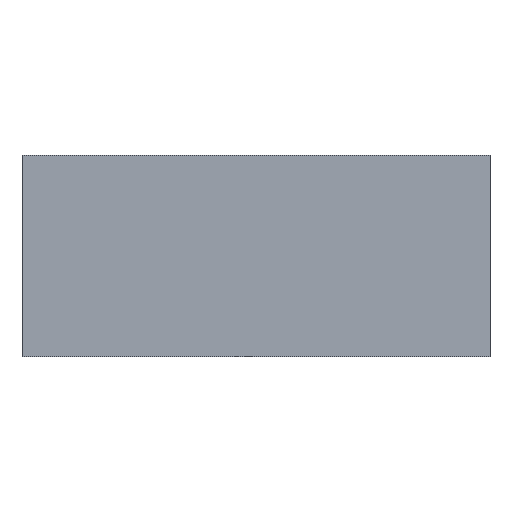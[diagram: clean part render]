
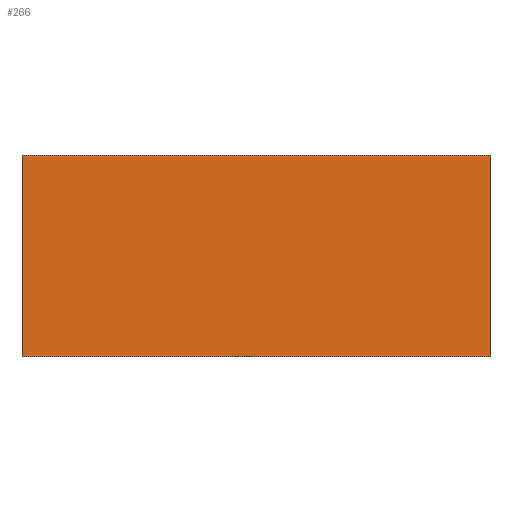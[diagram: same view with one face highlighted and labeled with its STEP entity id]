
A CAD part, front view. The second image highlights one B-rep face of the part: STEP entity #266.
In plain terms, the highlighted planar face has unit normal (0, -1, 0).
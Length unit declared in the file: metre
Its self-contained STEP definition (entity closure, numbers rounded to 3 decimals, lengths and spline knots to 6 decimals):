
#44=ORIENTED_EDGE('',*,*,#109,.T.);
#45=ORIENTED_EDGE('',*,*,#108,.F.);
#46=ORIENTED_EDGE('',*,*,#110,.F.);
#47=ORIENTED_EDGE('',*,*,#111,.T.);
#108=EDGE_CURVE('',#137,#136,#168,.T.);
#109=EDGE_CURVE('',#138,#136,#169,.T.);
#110=EDGE_CURVE('',#139,#137,#170,.T.);
#111=EDGE_CURVE('',#139,#138,#171,.T.);
#136=VERTEX_POINT('',#413);
#137=VERTEX_POINT('',#415);
#138=VERTEX_POINT('',#419);
#139=VERTEX_POINT('',#421);
#168=LINE('',#416,#204);
#169=LINE('',#418,#205);
#170=LINE('',#420,#206);
#171=LINE('',#422,#207);
#204=VECTOR('',#341,1.);
#205=VECTOR('',#344,1.);
#206=VECTOR('',#345,1.);
#207=VECTOR('',#346,1.);
#224=EDGE_LOOP('',(#44,#45,#46,#47));
#238=FACE_BOUND('',#224,.T.);
#252=PLANE('',#293);
#266=ADVANCED_FACE('',(#238),#252,.F.);
#293=AXIS2_PLACEMENT_3D('',#417,#342,#343);
#341=DIRECTION('',(0.,0.,1.));
#342=DIRECTION('',(0.,1.,0.));
#343=DIRECTION('',(0.,0.,1.));
#344=DIRECTION('',(-1.,0.,0.));
#345=DIRECTION('',(-1.,0.,0.));
#346=DIRECTION('',(0.,0.,1.));
#413=CARTESIAN_POINT('',(0.009064,0.011521,0.0095));
#415=CARTESIAN_POINT('',(0.009064,0.011521,0.0089));
#416=CARTESIAN_POINT('',(0.009064,0.011521,0.0089));
#417=CARTESIAN_POINT('',(0.009761,0.011521,0.0089));
#418=CARTESIAN_POINT('',(0.009761,0.011521,0.0095));
#419=CARTESIAN_POINT('',(0.010459,0.011521,0.0095));
#420=CARTESIAN_POINT('',(0.009761,0.011521,0.0089));
#421=CARTESIAN_POINT('',(0.010459,0.011521,0.0089));
#422=CARTESIAN_POINT('',(0.010459,0.011521,0.0089));
